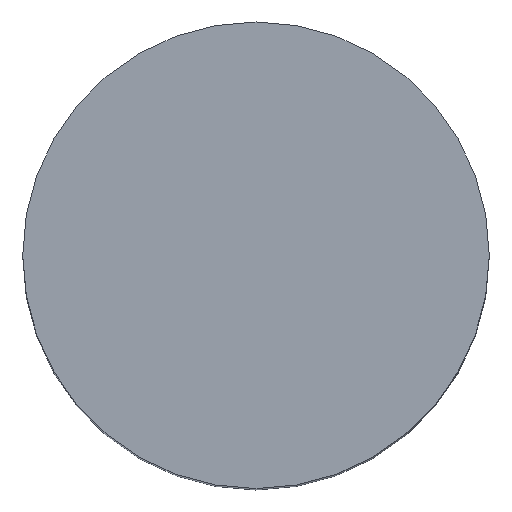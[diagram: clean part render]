
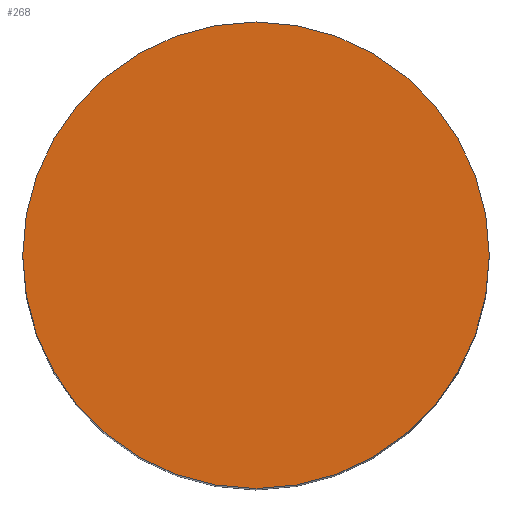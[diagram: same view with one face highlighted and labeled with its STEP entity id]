
A CAD part, top view. The second image highlights one B-rep face of the part: STEP entity #268.
In plain terms, the highlighted planar face has unit normal (0, 0, 1).
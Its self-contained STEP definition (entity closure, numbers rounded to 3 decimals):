
#51 = VERTEX_POINT('',#52);
#52 = CARTESIAN_POINT('',(-6.,0.,21.3));
#59 = PLANE('',#60);
#60 = AXIS2_PLACEMENT_3D('',#61,#62,#63);
#61 = CARTESIAN_POINT('',(-6.,0.,0.));
#62 = DIRECTION('',(-1.,0.,0.));
#63 = DIRECTION('',(0.,1.,0.));
#78 = EDGE_CURVE('',#51,#51,#79,.T.);
#79 = SURFACE_CURVE('',#80,(#84,#91),.PCURVE_S1.);
#80 = LINE('',#81,#82);
#81 = CARTESIAN_POINT('',(-6.,0.,21.3));
#82 = VECTOR('',#83,1.);
#83 = DIRECTION('',(0.,1.,0.));
#84 = PCURVE('',#59,#85);
#85 = DEFINITIONAL_REPRESENTATION('',(#86),#90);
#86 = LINE('',#87,#88);
#87 = CARTESIAN_POINT('',(0.,-21.3));
#88 = VECTOR('',#89,1.);
#89 = DIRECTION('',(1.,0.));
#90 = ( GEOMETRIC_REPRESENTATION_CONTEXT(2) 
PARAMETRIC_REPRESENTATION_CONTEXT() REPRESENTATION_CONTEXT('2D SPACE',''
  ) );
#91 = PCURVE('',#92,#97);
#92 = PLANE('',#93);
#93 = AXIS2_PLACEMENT_3D('',#94,#95,#96);
#94 = CARTESIAN_POINT('',(0.,0.,21.3));
#95 = DIRECTION('',(0.,0.,1.));
#96 = DIRECTION('',(1.,0.,0.));
#97 = DEFINITIONAL_REPRESENTATION('',(#98),#102);
#98 = LINE('',#99,#100);
#99 = CARTESIAN_POINT('',(-6.,0.));
#100 = VECTOR('',#101,1.);
#101 = DIRECTION('',(0.,1.));
#102 = ( GEOMETRIC_REPRESENTATION_CONTEXT(2) 
PARAMETRIC_REPRESENTATION_CONTEXT() REPRESENTATION_CONTEXT('2D SPACE',''
  ) );
#135 = EDGE_CURVE('',#51,#136,#138,.T.);
#136 = VERTEX_POINT('',#137);
#137 = CARTESIAN_POINT('',(6.,0.,21.3));
#138 = SURFACE_CURVE('',#139,(#144,#156),.PCURVE_S1.);
#139 = CIRCLE('',#140,6.);
#140 = AXIS2_PLACEMENT_3D('',#141,#142,#143);
#141 = CARTESIAN_POINT('',(0.,0.,21.3));
#142 = DIRECTION('',(0.,0.,1.));
#143 = DIRECTION('',(1.,0.,0.));
#144 = PCURVE('',#145,#150);
#145 = CYLINDRICAL_SURFACE('',#146,6.);
#146 = AXIS2_PLACEMENT_3D('',#147,#148,#149);
#147 = CARTESIAN_POINT('',(0.,0.,0.));
#148 = DIRECTION('',(-0.,-0.,-1.));
#149 = DIRECTION('',(1.,0.,0.));
#150 = DEFINITIONAL_REPRESENTATION('',(#151),#155);
#151 = LINE('',#152,#153);
#152 = CARTESIAN_POINT('',(-0.,-21.3));
#153 = VECTOR('',#154,1.);
#154 = DIRECTION('',(-1.,0.));
#155 = ( GEOMETRIC_REPRESENTATION_CONTEXT(2) 
PARAMETRIC_REPRESENTATION_CONTEXT() REPRESENTATION_CONTEXT('2D SPACE',''
  ) );
#156 = PCURVE('',#92,#157);
#157 = DEFINITIONAL_REPRESENTATION('',(#158),#162);
#158 = CIRCLE('',#159,6.);
#159 = AXIS2_PLACEMENT_2D('',#160,#161);
#160 = CARTESIAN_POINT('',(0.,0.));
#161 = DIRECTION('',(1.,0.));
#162 = ( GEOMETRIC_REPRESENTATION_CONTEXT(2) 
PARAMETRIC_REPRESENTATION_CONTEXT() REPRESENTATION_CONTEXT('2D SPACE',''
  ) );
#180 = CYLINDRICAL_SURFACE('',#181,6.);
#181 = AXIS2_PLACEMENT_3D('',#182,#183,#184);
#182 = CARTESIAN_POINT('',(0.,0.,0.));
#183 = DIRECTION('',(-0.,-0.,-1.));
#184 = DIRECTION('',(1.,0.,0.));
#218 = EDGE_CURVE('',#136,#51,#219,.T.);
#219 = SURFACE_CURVE('',#220,(#225,#232),.PCURVE_S1.);
#220 = CIRCLE('',#221,6.);
#221 = AXIS2_PLACEMENT_3D('',#222,#223,#224);
#222 = CARTESIAN_POINT('',(0.,0.,21.3));
#223 = DIRECTION('',(0.,0.,1.));
#224 = DIRECTION('',(1.,0.,0.));
#225 = PCURVE('',#180,#226);
#226 = DEFINITIONAL_REPRESENTATION('',(#227),#231);
#227 = LINE('',#228,#229);
#228 = CARTESIAN_POINT('',(-0.,-21.3));
#229 = VECTOR('',#230,1.);
#230 = DIRECTION('',(-1.,0.));
#231 = ( GEOMETRIC_REPRESENTATION_CONTEXT(2) 
PARAMETRIC_REPRESENTATION_CONTEXT() REPRESENTATION_CONTEXT('2D SPACE',''
  ) );
#232 = PCURVE('',#92,#233);
#233 = DEFINITIONAL_REPRESENTATION('',(#234),#238);
#234 = CIRCLE('',#235,6.);
#235 = AXIS2_PLACEMENT_2D('',#236,#237);
#236 = CARTESIAN_POINT('',(0.,0.));
#237 = DIRECTION('',(1.,0.));
#238 = ( GEOMETRIC_REPRESENTATION_CONTEXT(2) 
PARAMETRIC_REPRESENTATION_CONTEXT() REPRESENTATION_CONTEXT('2D SPACE',''
  ) );
#268 = ADVANCED_FACE('',(#269),#92,.T.);
#269 = FACE_BOUND('',#270,.T.);
#270 = EDGE_LOOP('',(#271,#272,#273));
#271 = ORIENTED_EDGE('',*,*,#78,.T.);
#272 = ORIENTED_EDGE('',*,*,#135,.T.);
#273 = ORIENTED_EDGE('',*,*,#218,.T.);
